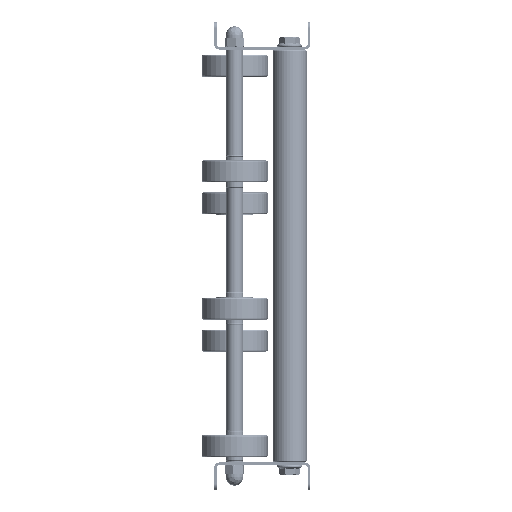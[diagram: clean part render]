
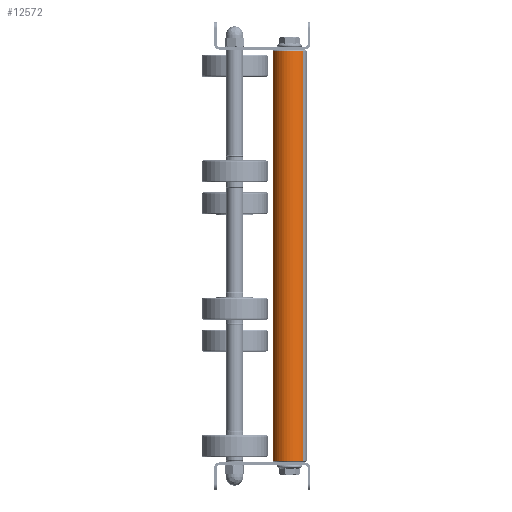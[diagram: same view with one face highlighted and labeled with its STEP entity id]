
A CAD part, left-side view. The second image highlights one B-rep face of the part: STEP entity #12572.
In plain terms, the highlighted cylindrical face has radius 12.5 mm (diameter 25 mm), a partial arc.
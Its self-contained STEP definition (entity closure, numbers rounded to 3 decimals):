
#422 = CARTESIAN_POINT ( 'NONE',  ( 299., 0., 12.5 ) ) ;
#949 = CARTESIAN_POINT ( 'NONE',  ( 300., 0., 0. ) ) ;
#1041 = DIRECTION ( 'NONE',  ( -1., 0., 0. ) ) ;
#2153 = VERTEX_POINT ( 'NONE', #422 ) ;
#3367 = DIRECTION ( 'NONE',  ( 1., 0., 0. ) ) ;
#4113 = CIRCLE ( 'NONE', #5614, 12.5 ) ;
#5054 = DIRECTION ( 'NONE',  ( 0., 0., 1. ) ) ;
#5517 = VECTOR ( 'NONE', #5965, 1000. ) ;
#5614 = AXIS2_PLACEMENT_3D ( 'NONE', #16905, #11163, #18386 ) ;
#5965 = DIRECTION ( 'NONE',  ( -1., 0., 0. ) ) ;
#6081 = DIRECTION ( 'NONE',  ( 0., 0., -1. ) ) ;
#6413 = ORIENTED_EDGE ( 'NONE', *, *, #7862, .T. ) ;
#6694 = CARTESIAN_POINT ( 'NONE',  ( 1., 0., 12.5 ) ) ;
#6863 = EDGE_CURVE ( 'NONE', #12209, #9093, #18173, .T. ) ;
#6987 = CARTESIAN_POINT ( 'NONE',  ( 300., 0., 12.5 ) ) ;
#7862 = EDGE_CURVE ( 'NONE', #13053, #2153, #4113, .T. ) ;
#8113 = ORIENTED_EDGE ( 'NONE', *, *, #6863, .T. ) ;
#8868 = CARTESIAN_POINT ( 'NONE',  ( 300., 0., -12.5 ) ) ;
#9093 = VERTEX_POINT ( 'NONE', #17935 ) ;
#9984 = CARTESIAN_POINT ( 'NONE',  ( 299., 0., -12.5 ) ) ;
#10610 = ORIENTED_EDGE ( 'NONE', *, *, #18441, .F. ) ;
#10954 = CYLINDRICAL_SURFACE ( 'NONE', #17946, 12.5 ) ;
#11163 = DIRECTION ( 'NONE',  ( -1., 0., 0. ) ) ;
#12209 = VERTEX_POINT ( 'NONE', #6694 ) ;
#12572 = ADVANCED_FACE ( 'NONE', ( #17917 ), #10954, .T. ) ;
#12704 = VECTOR ( 'NONE', #15538, 1000. ) ;
#13053 = VERTEX_POINT ( 'NONE', #9984 ) ;
#13224 = CARTESIAN_POINT ( 'NONE',  ( 1., 0., 0. ) ) ;
#13389 = LINE ( 'NONE', #8868, #5517 ) ;
#14286 = AXIS2_PLACEMENT_3D ( 'NONE', #13224, #3367, #6081 ) ;
#14517 = EDGE_LOOP ( 'NONE', ( #10610, #6413, #15856, #8113 ) ) ;
#15538 = DIRECTION ( 'NONE',  ( -1., 0., 0. ) ) ;
#15856 = ORIENTED_EDGE ( 'NONE', *, *, #17217, .T. ) ;
#16905 = CARTESIAN_POINT ( 'NONE',  ( 299., 0., 0. ) ) ;
#17217 = EDGE_CURVE ( 'NONE', #2153, #12209, #17407, .T. ) ;
#17407 = LINE ( 'NONE', #6987, #12704 ) ;
#17917 = FACE_OUTER_BOUND ( 'NONE', #14517, .T. ) ;
#17935 = CARTESIAN_POINT ( 'NONE',  ( 1., 0., -12.5 ) ) ;
#17946 = AXIS2_PLACEMENT_3D ( 'NONE', #949, #1041, #5054 ) ;
#18173 = CIRCLE ( 'NONE', #14286, 12.5 ) ;
#18386 = DIRECTION ( 'NONE',  ( 0., 0., -1. ) ) ;
#18441 = EDGE_CURVE ( 'NONE', #13053, #9093, #13389, .T. ) ;
